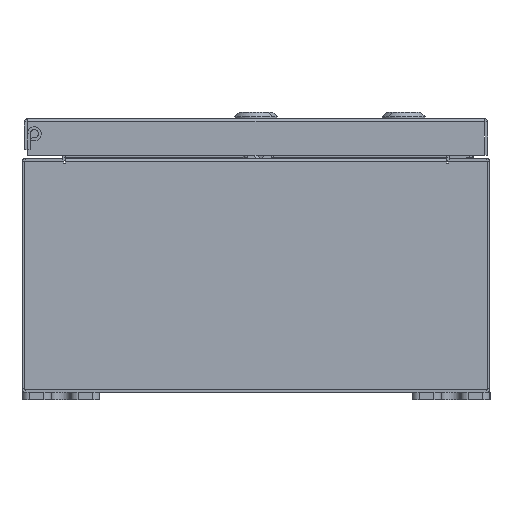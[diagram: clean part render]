
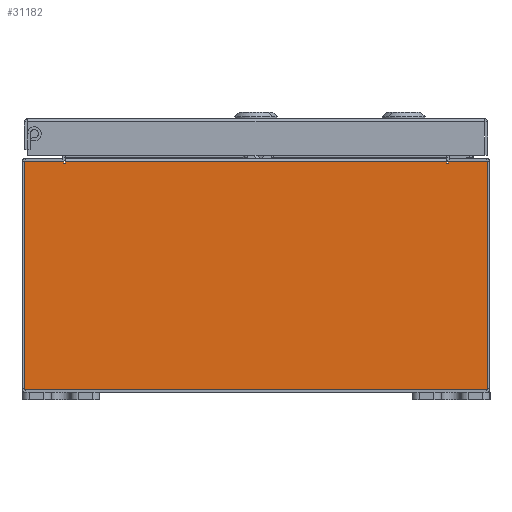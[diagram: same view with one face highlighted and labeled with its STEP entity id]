
A CAD part, front view. The second image highlights one B-rep face of the part: STEP entity #31182.
In plain terms, the highlighted face is planar.
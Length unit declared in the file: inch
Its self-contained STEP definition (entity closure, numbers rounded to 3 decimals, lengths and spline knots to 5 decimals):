
#510 = CARTESIAN_POINT ( 'NONE',  ( 5.9253, 0., 2.9253 ) ) ;
#906 = LINE ( 'NONE', #52402, #61163 ) ;
#1132 = LINE ( 'NONE', #11046, #2622 ) ;
#2074 = EDGE_CURVE ( 'NONE', #7742, #16863, #906, .T. ) ;
#2622 = VECTOR ( 'NONE', #44342, 39.37008 ) ;
#2795 = DIRECTION ( 'NONE',  ( 0., 0., -1. ) ) ;
#2902 = VERTEX_POINT ( 'NONE', #32644 ) ;
#3442 = VECTOR ( 'NONE', #8033, 39.37008 ) ;
#4726 = ORIENTED_EDGE ( 'NONE', *, *, #60732, .F. ) ;
#5089 = DIRECTION ( 'NONE',  ( 0., 0., -1. ) ) ;
#6553 = DIRECTION ( 'NONE',  ( 0., 0., 1. ) ) ;
#6945 = ORIENTED_EDGE ( 'NONE', *, *, #36971, .T. ) ;
#7634 = ORIENTED_EDGE ( 'NONE', *, *, #17696, .T. ) ;
#7742 = VERTEX_POINT ( 'NONE', #19482 ) ;
#7944 = CARTESIAN_POINT ( 'NONE',  ( 0., 0., 0. ) ) ;
#8033 = DIRECTION ( 'NONE',  ( 1., 0., 0. ) ) ;
#8570 = EDGE_CURVE ( 'NONE', #50845, #7742, #18711, .T. ) ;
#9783 = AXIS2_PLACEMENT_3D ( 'NONE', #21391, #54708, #26141 ) ;
#10469 = VECTOR ( 'NONE', #25971, 39.37008 ) ;
#11046 = CARTESIAN_POINT ( 'NONE',  ( -5.9253, 0., 2.9253 ) ) ;
#11231 = ORIENTED_EDGE ( 'NONE', *, *, #23322, .F. ) ;
#11582 = CARTESIAN_POINT ( 'NONE',  ( -4.92455, 0., 0. ) ) ;
#11780 = CARTESIAN_POINT ( 'NONE',  ( -5.9253, 0., 2.9253 ) ) ;
#13895 = ORIENTED_EDGE ( 'NONE', *, *, #2074, .T. ) ;
#14672 = VERTEX_POINT ( 'NONE', #27423 ) ;
#15706 = CARTESIAN_POINT ( 'NONE',  ( 5.9253, 0., 2.9253 ) ) ;
#15902 = CARTESIAN_POINT ( 'NONE',  ( 4.8872, 0., 0. ) ) ;
#16374 = VERTEX_POINT ( 'NONE', #17510 ) ;
#16563 = DIRECTION ( 'NONE',  ( 1., 0., 0. ) ) ;
#16623 = LINE ( 'NONE', #11582, #30716 ) ;
#16796 = LINE ( 'NONE', #15902, #40623 ) ;
#16838 = CARTESIAN_POINT ( 'NONE',  ( -4.92455, 0., 2.87495 ) ) ;
#16863 = VERTEX_POINT ( 'NONE', #34736 ) ;
#17509 = DIRECTION ( 'NONE',  ( 0., 0., -1. ) ) ;
#17510 = CARTESIAN_POINT ( 'NONE',  ( 4.8872, 0., 2.9123 ) ) ;
#17696 = EDGE_CURVE ( 'NONE', #2902, #14672, #20787, .T. ) ;
#18142 = FACE_OUTER_BOUND ( 'NONE', #22925, .T. ) ;
#18209 = DIRECTION ( 'NONE',  ( -1., 0., 0. ) ) ;
#18711 = LINE ( 'NONE', #510, #28363 ) ;
#19236 = CARTESIAN_POINT ( 'NONE',  ( -4.8872, 0., 2.9123 ) ) ;
#19482 = CARTESIAN_POINT ( 'NONE',  ( 5.9253, 0., -2.9253 ) ) ;
#20201 = LINE ( 'NONE', #42579, #44022 ) ;
#20787 = LINE ( 'NONE', #11780, #44621 ) ;
#21391 = CARTESIAN_POINT ( 'NONE',  ( 4.90588, 0., 2.87495 ) ) ;
#21755 = CARTESIAN_POINT ( 'NONE',  ( 4.92455, 0., 2.9253 ) ) ;
#22346 = VERTEX_POINT ( 'NONE', #16838 ) ;
#22925 = EDGE_LOOP ( 'NONE', ( #40037, #36745, #11231, #30917, #57759, #4726, #45932, #30077, #61606, #13895, #6945, #7634 ) ) ;
#23322 = EDGE_CURVE ( 'NONE', #50742, #28234, #48743, .T. ) ;
#25971 = DIRECTION ( 'NONE',  ( 0., 0., 1. ) ) ;
#26141 = DIRECTION ( 'NONE',  ( 0., 0., -1. ) ) ;
#26787 = EDGE_CURVE ( 'NONE', #22346, #14672, #16623, .T. ) ;
#27371 = CARTESIAN_POINT ( 'NONE',  ( -4.8872, 0., 0. ) ) ;
#27423 = CARTESIAN_POINT ( 'NONE',  ( -4.92455, 0., 2.9253 ) ) ;
#28234 = VERTEX_POINT ( 'NONE', #31163 ) ;
#28363 = VECTOR ( 'NONE', #5089, 39.37008 ) ;
#29564 = AXIS2_PLACEMENT_3D ( 'NONE', #7944, #46032, #17509 ) ;
#30077 = ORIENTED_EDGE ( 'NONE', *, *, #30285, .T. ) ;
#30285 = EDGE_CURVE ( 'NONE', #57993, #50845, #1132, .T. ) ;
#30716 = VECTOR ( 'NONE', #40108, 39.37008 ) ;
#30917 = ORIENTED_EDGE ( 'NONE', *, *, #53955, .T. ) ;
#31097 = EDGE_CURVE ( 'NONE', #28234, #22346, #46462, .T. ) ;
#31163 = CARTESIAN_POINT ( 'NONE',  ( -4.8872, 0., 2.87495 ) ) ;
#31182 = ADVANCED_FACE ( 'NONE', ( #18142 ), #36441, .F. ) ;
#31212 = DIRECTION ( 'NONE',  ( 0., 1., 0. ) ) ;
#32644 = CARTESIAN_POINT ( 'NONE',  ( -5.9253, 0., 2.9253 ) ) ;
#34567 = VECTOR ( 'NONE', #50954, 39.37008 ) ;
#34736 = CARTESIAN_POINT ( 'NONE',  ( -5.9253, 0., -2.9253 ) ) ;
#35785 = LINE ( 'NONE', #59290, #10469 ) ;
#36441 = PLANE ( 'NONE',  #29564 ) ;
#36745 = ORIENTED_EDGE ( 'NONE', *, *, #31097, .F. ) ;
#36927 = CARTESIAN_POINT ( 'NONE',  ( 4.92455, 0., 2.87495 ) ) ;
#36971 = EDGE_CURVE ( 'NONE', #16863, #2902, #35785, .T. ) ;
#37974 = CIRCLE ( 'NONE', #9783, 0.01868 ) ;
#40037 = ORIENTED_EDGE ( 'NONE', *, *, #26787, .F. ) ;
#40108 = DIRECTION ( 'NONE',  ( 0., 0., 1. ) ) ;
#40623 = VECTOR ( 'NONE', #6553, 39.37008 ) ;
#41316 = CARTESIAN_POINT ( 'NONE',  ( -4.8872, 0., 2.9123 ) ) ;
#42579 = CARTESIAN_POINT ( 'NONE',  ( 4.92455, 0., 0. ) ) ;
#44022 = VECTOR ( 'NONE', #52188, 39.37008 ) ;
#44342 = DIRECTION ( 'NONE',  ( 1., 0., 0. ) ) ;
#44621 = VECTOR ( 'NONE', #16563, 39.37008 ) ;
#45932 = ORIENTED_EDGE ( 'NONE', *, *, #47299, .F. ) ;
#46032 = DIRECTION ( 'NONE',  ( 0., -1., 0. ) ) ;
#46462 = CIRCLE ( 'NONE', #53188, 0.01868 ) ;
#47286 = CARTESIAN_POINT ( 'NONE',  ( 4.8872, 0., 2.87495 ) ) ;
#47299 = EDGE_CURVE ( 'NONE', #57993, #54024, #20201, .T. ) ;
#48743 = LINE ( 'NONE', #27371, #34567 ) ;
#49112 = VERTEX_POINT ( 'NONE', #47286 ) ;
#50742 = VERTEX_POINT ( 'NONE', #19236 ) ;
#50845 = VERTEX_POINT ( 'NONE', #15706 ) ;
#50954 = DIRECTION ( 'NONE',  ( 0., 0., -1. ) ) ;
#52188 = DIRECTION ( 'NONE',  ( 0., 0., -1. ) ) ;
#52402 = CARTESIAN_POINT ( 'NONE',  ( -5.9253, 0., -2.9253 ) ) ;
#53188 = AXIS2_PLACEMENT_3D ( 'NONE', #59787, #31212, #2795 ) ;
#53955 = EDGE_CURVE ( 'NONE', #50742, #16374, #54110, .T. ) ;
#54024 = VERTEX_POINT ( 'NONE', #36927 ) ;
#54110 = LINE ( 'NONE', #41316, #3442 ) ;
#54493 = EDGE_CURVE ( 'NONE', #49112, #16374, #16796, .T. ) ;
#54708 = DIRECTION ( 'NONE',  ( 0., 1., 0. ) ) ;
#57759 = ORIENTED_EDGE ( 'NONE', *, *, #54493, .F. ) ;
#57993 = VERTEX_POINT ( 'NONE', #21755 ) ;
#59290 = CARTESIAN_POINT ( 'NONE',  ( -5.9253, 0., 2.9253 ) ) ;
#59787 = CARTESIAN_POINT ( 'NONE',  ( -4.90587, 0., 2.87495 ) ) ;
#60732 = EDGE_CURVE ( 'NONE', #54024, #49112, #37974, .T. ) ;
#61163 = VECTOR ( 'NONE', #18209, 39.37008 ) ;
#61606 = ORIENTED_EDGE ( 'NONE', *, *, #8570, .T. ) ;
